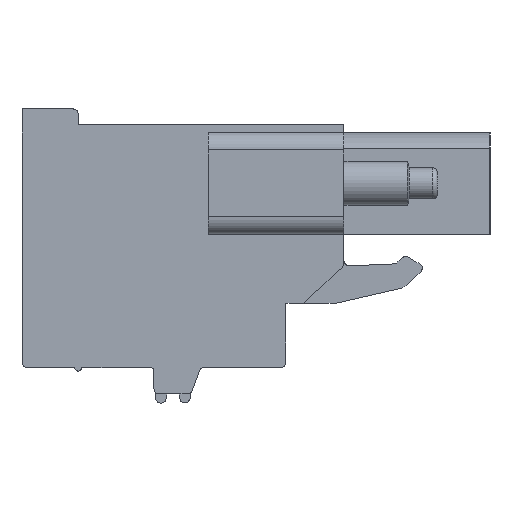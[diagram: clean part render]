
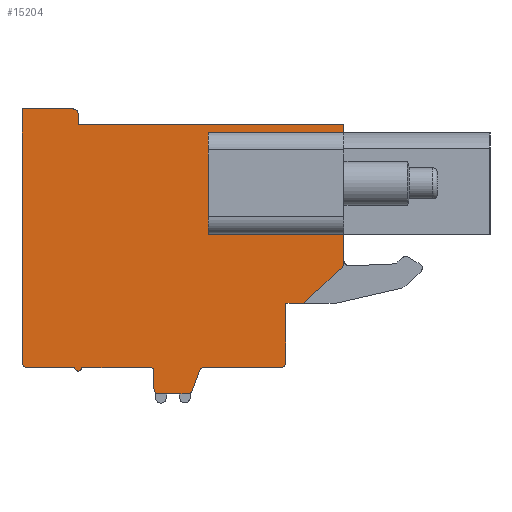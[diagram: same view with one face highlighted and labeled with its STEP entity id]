
A CAD part, left-side view. The second image highlights one B-rep face of the part: STEP entity #15204.
In plain terms, the highlighted planar face has unit normal (-1, 0, 0).
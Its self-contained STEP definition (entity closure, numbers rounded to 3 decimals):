
#2664=DIRECTION('',(0.,1.,0.));
#2665=VECTOR('',#2664,6.1);
#2666=CARTESIAN_POINT('',(-66.66,-4.06,0.73));
#2667=LINE('',#2666,#2665);
#2668=DIRECTION('',(0.,1.,0.));
#2669=VECTOR('',#2668,6.1);
#2670=CARTESIAN_POINT('',(-66.66,-4.06,6.53));
#2671=LINE('',#2670,#2669);
#2672=DIRECTION('',(0.,0.,-1.));
#2673=VECTOR('',#2672,7.87);
#2674=CARTESIAN_POINT('',(-66.66,-5.66,6.96));
#2675=LINE('',#2674,#2673);
#2676=CARTESIAN_POINT('',(-66.66,-5.36,-0.91));
#2677=DIRECTION('',(1.,0.,0.));
#2678=DIRECTION('',(0.,-1.,0.));
#2679=AXIS2_PLACEMENT_3D('',#2676,#2677,#2678);
#2681=DIRECTION('',(0.,0.731,-0.683));
#2682=VECTOR('',#2681,3.018);
#2683=CARTESIAN_POINT('',(-66.66,-5.565,-1.129));
#2684=LINE('',#2683,#2682);
#2685=DIRECTION('',(0.,1.,0.));
#2686=VECTOR('',#2685,1.);
#2687=CARTESIAN_POINT('',(-66.66,-3.36,-3.19));
#2688=LINE('',#2687,#2686);
#2689=DIRECTION('',(0.,0.,-1.));
#2690=VECTOR('',#2689,3.35);
#2691=CARTESIAN_POINT('',(-66.66,-2.36,-3.19));
#2692=LINE('',#2691,#2690);
#2693=CARTESIAN_POINT('',(-66.66,-2.06,-6.54));
#2694=DIRECTION('',(1.,0.,0.));
#2695=DIRECTION('',(0.,-1.,0.));
#2696=AXIS2_PLACEMENT_3D('',#2693,#2694,#2695);
#2698=DIRECTION('',(0.,1.,0.));
#2699=VECTOR('',#2698,4.34);
#2700=CARTESIAN_POINT('',(-66.66,-2.06,-6.84));
#2701=LINE('',#2700,#2699);
#2702=CARTESIAN_POINT('',(-66.66,2.28,-7.14));
#2703=DIRECTION('',(-1.,0.,0.));
#2704=DIRECTION('',(0.,0.,1.));
#2705=AXIS2_PLACEMENT_3D('',#2702,#2703,#2704);
#2707=DIRECTION('',(0.,0.345,-0.939));
#2708=VECTOR('',#2707,1.179);
#2709=CARTESIAN_POINT('',(-66.66,2.562,-7.037));
#2710=LINE('',#2709,#2708);
#2711=CARTESIAN_POINT('',(-66.66,3.25,-8.04));
#2712=DIRECTION('',(1.,0.,0.));
#2713=DIRECTION('',(0.,-0.939,-0.345));
#2714=AXIS2_PLACEMENT_3D('',#2711,#2712,#2713);
#2716=DIRECTION('',(0.,1.,0.));
#2717=VECTOR('',#2716,1.59);
#2718=CARTESIAN_POINT('',(-66.66,3.25,-8.34));
#2719=LINE('',#2718,#2717);
#2720=CARTESIAN_POINT('',(-66.66,4.84,-8.04));
#2721=DIRECTION('',(1.,0.,0.));
#2722=DIRECTION('',(0.,0.,-1.));
#2723=AXIS2_PLACEMENT_3D('',#2720,#2721,#2722);
#2725=DIRECTION('',(0.,0.,1.));
#2726=VECTOR('',#2725,1.);
#2727=CARTESIAN_POINT('',(-66.66,5.14,-8.04));
#2728=LINE('',#2727,#2726);
#2729=CARTESIAN_POINT('',(-66.66,5.34,-7.04));
#2730=DIRECTION('',(-1.,0.,0.));
#2731=DIRECTION('',(0.,-1.,0.));
#2732=AXIS2_PLACEMENT_3D('',#2729,#2730,#2731);
#2734=DIRECTION('',(0.,1.,0.));
#2735=VECTOR('',#2734,3.9);
#2736=CARTESIAN_POINT('',(-66.66,5.34,-6.84));
#2737=LINE('',#2736,#2735);
#2738=CARTESIAN_POINT('',(-66.66,9.44,-6.84));
#2739=DIRECTION('',(1.,0.,0.));
#2740=DIRECTION('',(0.,-1.,0.));
#2741=AXIS2_PLACEMENT_3D('',#2738,#2739,#2740);
#2743=DIRECTION('',(0.,1.,0.));
#2744=VECTOR('',#2743,2.7);
#2745=CARTESIAN_POINT('',(-66.66,9.64,-6.84));
#2746=LINE('',#2745,#2744);
#2747=CARTESIAN_POINT('',(-66.66,12.34,-6.54));
#2748=DIRECTION('',(1.,0.,0.));
#2749=DIRECTION('',(0.,0.,-1.));
#2750=AXIS2_PLACEMENT_3D('',#2747,#2748,#2749);
#2752=DIRECTION('',(0.,0.,1.));
#2753=VECTOR('',#2752,14.4);
#2754=CARTESIAN_POINT('',(-66.66,12.64,-6.54));
#2755=LINE('',#2754,#2753);
#2756=DIRECTION('',(0.,-1.,0.));
#2757=VECTOR('',#2756,2.9);
#2758=CARTESIAN_POINT('',(-66.66,12.64,7.86));
#2759=LINE('',#2758,#2757);
#2760=CARTESIAN_POINT('',(-66.66,9.74,7.56));
#2761=DIRECTION('',(1.,0.,0.));
#2762=DIRECTION('',(0.,0.,1.));
#2763=AXIS2_PLACEMENT_3D('',#2760,#2761,#2762);
#2765=DIRECTION('',(0.,0.,-1.));
#2766=VECTOR('',#2765,0.6);
#2767=CARTESIAN_POINT('',(-66.66,9.44,7.56));
#2768=LINE('',#2767,#2766);
#2769=DIRECTION('',(0.,-1.,0.));
#2770=VECTOR('',#2769,15.1);
#2771=CARTESIAN_POINT('',(-66.66,9.44,6.96));
#2772=LINE('',#2771,#2770);
#2824=DIRECTION('',(0.,0.,1.));
#2825=VECTOR('',#2824,5.8);
#2826=CARTESIAN_POINT('',(-66.66,2.04,0.73));
#2827=LINE('',#2826,#2825);
#2929=DIRECTION('',(0.,0.,1.));
#2930=VECTOR('',#2929,5.8);
#2931=CARTESIAN_POINT('',(-66.66,-4.06,0.73));
#2932=LINE('',#2931,#2930);
#8751=CARTESIAN_POINT('',(-66.66,9.44,6.96));
#8752=CARTESIAN_POINT('',(-66.66,-5.66,6.96));
#8753=VERTEX_POINT('',#8751);
#8754=VERTEX_POINT('',#8752);
#8755=CARTESIAN_POINT('',(-66.66,-5.66,-0.91));
#8756=CARTESIAN_POINT('',(-66.66,-5.565,-1.129));
#8757=VERTEX_POINT('',#8755);
#8758=VERTEX_POINT('',#8756);
#8759=CARTESIAN_POINT('',(-66.66,-3.36,-3.19));
#8760=VERTEX_POINT('',#8759);
#8761=CARTESIAN_POINT('',(-66.66,-2.36,-3.19));
#8762=VERTEX_POINT('',#8761);
#8763=CARTESIAN_POINT('',(-66.66,-2.36,-6.54));
#8764=VERTEX_POINT('',#8763);
#8765=CARTESIAN_POINT('',(-66.66,-2.06,-6.84));
#8766=VERTEX_POINT('',#8765);
#8767=CARTESIAN_POINT('',(-66.66,2.28,-6.84));
#8768=VERTEX_POINT('',#8767);
#8769=CARTESIAN_POINT('',(-66.66,2.562,-7.037));
#8770=VERTEX_POINT('',#8769);
#8771=CARTESIAN_POINT('',(-66.66,2.968,-8.143));
#8772=VERTEX_POINT('',#8771);
#8773=CARTESIAN_POINT('',(-66.66,3.25,-8.34));
#8774=VERTEX_POINT('',#8773);
#8775=CARTESIAN_POINT('',(-66.66,4.84,-8.34));
#8776=VERTEX_POINT('',#8775);
#8777=CARTESIAN_POINT('',(-66.66,5.14,-8.04));
#8778=VERTEX_POINT('',#8777);
#8779=CARTESIAN_POINT('',(-66.66,5.14,-7.04));
#8780=VERTEX_POINT('',#8779);
#8781=CARTESIAN_POINT('',(-66.66,5.34,-6.84));
#8782=VERTEX_POINT('',#8781);
#8783=CARTESIAN_POINT('',(-66.66,9.24,-6.84));
#8784=VERTEX_POINT('',#8783);
#8785=CARTESIAN_POINT('',(-66.66,9.64,-6.84));
#8786=VERTEX_POINT('',#8785);
#8787=CARTESIAN_POINT('',(-66.66,12.34,-6.84));
#8788=VERTEX_POINT('',#8787);
#8789=CARTESIAN_POINT('',(-66.66,12.64,-6.54));
#8790=VERTEX_POINT('',#8789);
#8791=CARTESIAN_POINT('',(-66.66,12.64,7.86));
#8792=VERTEX_POINT('',#8791);
#8793=CARTESIAN_POINT('',(-66.66,9.74,7.86));
#8794=VERTEX_POINT('',#8793);
#8795=CARTESIAN_POINT('',(-66.66,9.44,7.56));
#8796=VERTEX_POINT('',#8795);
#11281=CARTESIAN_POINT('',(-66.66,2.04,0.73));
#11282=CARTESIAN_POINT('',(-66.66,2.04,6.53));
#11283=VERTEX_POINT('',#11281);
#11284=VERTEX_POINT('',#11282);
#11317=CARTESIAN_POINT('',(-66.66,-4.06,0.73));
#11318=CARTESIAN_POINT('',(-66.66,-4.06,6.53));
#11319=VERTEX_POINT('',#11317);
#11320=VERTEX_POINT('',#11318);
#15142=CARTESIAN_POINT('',(-66.66,0.,0.));
#15143=DIRECTION('',(1.,0.,0.));
#15144=DIRECTION('',(0.,-1.,0.));
#15145=AXIS2_PLACEMENT_3D('',#15142,#15143,#15144);
#15146=PLANE('',#15145);
#15147=ORIENTED_EDGE('',*,*,#11569,.T.);
#15149=ORIENTED_EDGE('',*,*,#15148,.T.);
#15151=ORIENTED_EDGE('',*,*,#15150,.T.);
#15153=ORIENTED_EDGE('',*,*,#15152,.T.);
#15155=ORIENTED_EDGE('',*,*,#15154,.T.);
#15157=ORIENTED_EDGE('',*,*,#15156,.T.);
#15159=ORIENTED_EDGE('',*,*,#15158,.T.);
#15161=ORIENTED_EDGE('',*,*,#15160,.T.);
#15163=ORIENTED_EDGE('',*,*,#15162,.T.);
#15165=ORIENTED_EDGE('',*,*,#15164,.T.);
#15167=ORIENTED_EDGE('',*,*,#15166,.T.);
#15169=ORIENTED_EDGE('',*,*,#15168,.T.);
#15171=ORIENTED_EDGE('',*,*,#15170,.T.);
#15173=ORIENTED_EDGE('',*,*,#15172,.T.);
#15175=ORIENTED_EDGE('',*,*,#15174,.T.);
#15177=ORIENTED_EDGE('',*,*,#15176,.T.);
#15179=ORIENTED_EDGE('',*,*,#15178,.T.);
#15181=ORIENTED_EDGE('',*,*,#15180,.T.);
#15183=ORIENTED_EDGE('',*,*,#15182,.T.);
#15185=ORIENTED_EDGE('',*,*,#15184,.T.);
#15187=ORIENTED_EDGE('',*,*,#15186,.T.);
#15189=ORIENTED_EDGE('',*,*,#15188,.T.);
#15191=ORIENTED_EDGE('',*,*,#15190,.T.);
#15192=EDGE_LOOP('',(#15147,#15149,#15151,#15153,#15155,#15157,#15159,#15161,
#15163,#15165,#15167,#15169,#15171,#15173,#15175,#15177,#15179,#15181,#15183,
#15185,#15187,#15189,#15191));
#15193=FACE_OUTER_BOUND('',#15192,.F.);
#15195=ORIENTED_EDGE('',*,*,#15194,.F.);
#15197=ORIENTED_EDGE('',*,*,#15196,.T.);
#15199=ORIENTED_EDGE('',*,*,#15198,.T.);
#15201=ORIENTED_EDGE('',*,*,#15200,.F.);
#15202=EDGE_LOOP('',(#15195,#15197,#15199,#15201));
#15203=FACE_BOUND('',#15202,.F.);
#15204=ADVANCED_FACE('',(#15193,#15203),#15146,.F.);
#2680=CIRCLE('',#2679,0.3);
#2697=CIRCLE('',#2696,0.3);
#2706=CIRCLE('',#2705,0.3);
#2715=CIRCLE('',#2714,0.3);
#2724=CIRCLE('',#2723,0.3);
#2733=CIRCLE('',#2732,0.2);
#2742=CIRCLE('',#2741,0.2);
#2751=CIRCLE('',#2750,0.3);
#2764=CIRCLE('',#2763,0.3);
#11569=EDGE_CURVE('',#8754,#8757,#2675,.T.);
#15148=EDGE_CURVE('',#8757,#8758,#2680,.T.);
#15150=EDGE_CURVE('',#8758,#8760,#2684,.T.);
#15152=EDGE_CURVE('',#8760,#8762,#2688,.T.);
#15154=EDGE_CURVE('',#8762,#8764,#2692,.T.);
#15156=EDGE_CURVE('',#8764,#8766,#2697,.T.);
#15158=EDGE_CURVE('',#8766,#8768,#2701,.T.);
#15160=EDGE_CURVE('',#8768,#8770,#2706,.T.);
#15162=EDGE_CURVE('',#8770,#8772,#2710,.T.);
#15164=EDGE_CURVE('',#8772,#8774,#2715,.T.);
#15166=EDGE_CURVE('',#8774,#8776,#2719,.T.);
#15168=EDGE_CURVE('',#8776,#8778,#2724,.T.);
#15170=EDGE_CURVE('',#8778,#8780,#2728,.T.);
#15172=EDGE_CURVE('',#8780,#8782,#2733,.T.);
#15174=EDGE_CURVE('',#8782,#8784,#2737,.T.);
#15176=EDGE_CURVE('',#8784,#8786,#2742,.T.);
#15178=EDGE_CURVE('',#8786,#8788,#2746,.T.);
#15180=EDGE_CURVE('',#8788,#8790,#2751,.T.);
#15182=EDGE_CURVE('',#8790,#8792,#2755,.T.);
#15184=EDGE_CURVE('',#8792,#8794,#2759,.T.);
#15186=EDGE_CURVE('',#8794,#8796,#2764,.T.);
#15188=EDGE_CURVE('',#8796,#8753,#2768,.T.);
#15190=EDGE_CURVE('',#8753,#8754,#2772,.T.);
#15194=EDGE_CURVE('',#11319,#11283,#2667,.T.);
#15196=EDGE_CURVE('',#11319,#11320,#2932,.T.);
#15198=EDGE_CURVE('',#11320,#11284,#2671,.T.);
#15200=EDGE_CURVE('',#11283,#11284,#2827,.T.);
